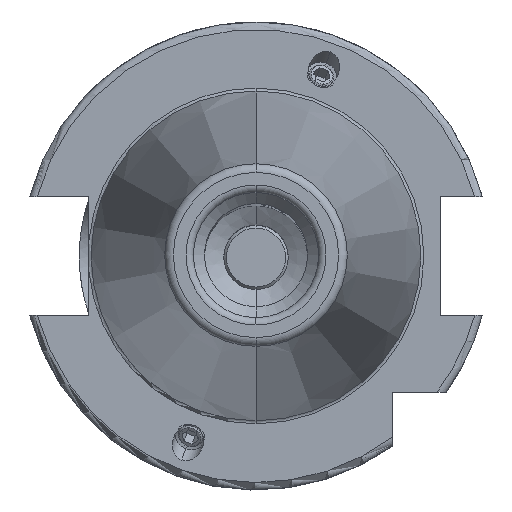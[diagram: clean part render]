
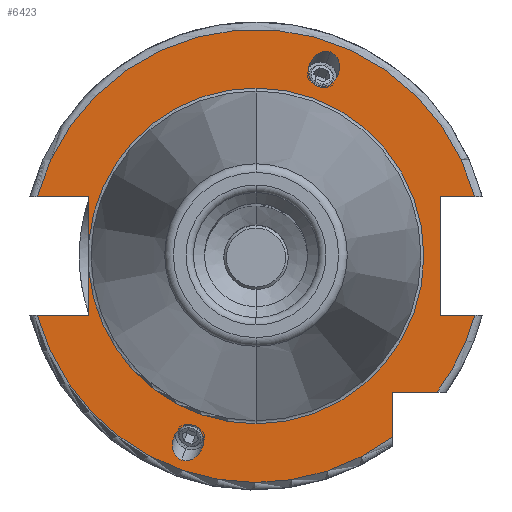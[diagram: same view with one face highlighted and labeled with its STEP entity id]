
A CAD part, top view. The second image highlights one B-rep face of the part: STEP entity #6423.
In plain terms, the highlighted planar face has unit normal (0, 0, 1).
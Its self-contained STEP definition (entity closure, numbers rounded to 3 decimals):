
#1997=CARTESIAN_POINT('',(0,0,15.9));
#1998=DIRECTION('',(0,0,1));
#1999=DIRECTION('',(0.965,0.262,0));
#2000=AXIS2_PLACEMENT_3D('',#1997,#1998,#1999);
#2048=CARTESIAN_POINT('',(0,0,15.9));
#2049=DIRECTION('',(0,0,1));
#2050=DIRECTION('',(-0.965,-0.262,0));
#2051=AXIS2_PLACEMENT_3D('',#2048,#2049,#2050);
#2064=DIRECTION('',(1,0,0));
#2065=VECTOR('',#2064,7.004);
#2066=CARTESIAN_POINT('',(-29.704,-8.05,15.9));
#2067=LINE('',#2066,#2065);
#2068=DIRECTION('',(0,1,0));
#2069=VECTOR('',#2068,5.917);
#2070=CARTESIAN_POINT('',(-22.7,-8.05,15.9));
#2071=LINE('',#2070,#2069);
#2072=DIRECTION('',(0,1,0));
#2073=VECTOR('',#2072,5.917);
#2074=CARTESIAN_POINT('',(-22.7,2.133,15.9));
#2075=LINE('',#2074,#2073);
#2076=DIRECTION('',(1,0,0));
#2077=VECTOR('',#2076,7.004);
#2078=CARTESIAN_POINT('',(-29.704,8.05,15.9));
#2079=LINE('',#2078,#2077);
#2080=DIRECTION('',(-1,0,0));
#2081=VECTOR('',#2080,4.704);
#2082=CARTESIAN_POINT('',(29.704,8.05,15.9));
#2083=LINE('',#2082,#2081);
#2084=DIRECTION('',(0,-1,0));
#2085=VECTOR('',#2084,16.1);
#2086=CARTESIAN_POINT('',(25,8.05,15.9));
#2087=LINE('',#2086,#2085);
#2088=DIRECTION('',(-1,0,0));
#2089=VECTOR('',#2088,4.704);
#2090=CARTESIAN_POINT('',(29.704,-8.05,15.9));
#2091=LINE('',#2090,#2089);
#2092=CARTESIAN_POINT('',(0,0,15.9));
#2093=DIRECTION('',(0,0,1));
#2094=DIRECTION('',(0.799,-0.601,0));
#2095=AXIS2_PLACEMENT_3D('',#2092,#2093,#2094);
#2097=DIRECTION('',(-1,0,0));
#2098=VECTOR('',#2097,6.094);
#2099=CARTESIAN_POINT('',(24.594,-18.5,15.9));
#2100=LINE('',#2099,#2098);
#2101=DIRECTION('',(0,1,0));
#2102=VECTOR('',#2101,6.094);
#2103=CARTESIAN_POINT('',(18.5,-24.594,15.9));
#2104=LINE('',#2103,#2102);
#2105=CARTESIAN_POINT('',(10.09,27.723,15.9));
#2106=CARTESIAN_POINT('',(9.863,27.806,15.9));
#2107=CARTESIAN_POINT('',(9.337,27.884,15.9));
#2108=CARTESIAN_POINT('',(8.455,27.594,15.9));
#2109=CARTESIAN_POINT('',(7.834,27.033,15.9));
#2110=CARTESIAN_POINT('',(7.483,26.49,15.9));
#2111=CARTESIAN_POINT('',(7.298,26.077,15.9));
#2112=CARTESIAN_POINT('',(7.174,25.641,15.9));
#2113=CARTESIAN_POINT('',(7.094,25.,15.9));
#2114=CARTESIAN_POINT('',(7.208,24.17,15.9));
#2115=CARTESIAN_POINT('',(7.698,23.381,15.9));
#2116=CARTESIAN_POINT('',(8.152,23.103,15.9));
#2117=CARTESIAN_POINT('',(8.379,23.02,15.9));
#2119=CARTESIAN_POINT('',(8.379,23.02,15.9));
#2120=CARTESIAN_POINT('',(8.606,22.937,15.9));
#2121=CARTESIAN_POINT('',(9.133,22.859,15.9));
#2122=CARTESIAN_POINT('',(10.014,23.149,15.9));
#2123=CARTESIAN_POINT('',(10.635,23.711,15.9));
#2124=CARTESIAN_POINT('',(10.986,24.253,15.9));
#2125=CARTESIAN_POINT('',(11.171,24.667,15.9));
#2126=CARTESIAN_POINT('',(11.295,25.103,15.9));
#2127=CARTESIAN_POINT('',(11.375,25.744,15.9));
#2128=CARTESIAN_POINT('',(11.261,26.573,15.9));
#2129=CARTESIAN_POINT('',(10.771,27.362,15.9));
#2130=CARTESIAN_POINT('',(10.318,27.641,15.9));
#2131=CARTESIAN_POINT('',(10.09,27.723,15.9));
#2133=CARTESIAN_POINT('',(-10.09,-27.723,15.9));
#2134=CARTESIAN_POINT('',(-10.318,-27.641,15.9));
#2135=CARTESIAN_POINT('',(-10.771,-27.362,15.9));
#2136=CARTESIAN_POINT('',(-11.261,-26.573,15.9));
#2137=CARTESIAN_POINT('',(-11.375,-25.744,15.9));
#2138=CARTESIAN_POINT('',(-11.295,-25.103,15.9));
#2139=CARTESIAN_POINT('',(-11.171,-24.667,15.9));
#2140=CARTESIAN_POINT('',(-10.986,-24.253,15.9));
#2141=CARTESIAN_POINT('',(-10.635,-23.711,15.9));
#2142=CARTESIAN_POINT('',(-10.014,-23.149,15.9));
#2143=CARTESIAN_POINT('',(-9.133,-22.859,15.9));
#2144=CARTESIAN_POINT('',(-8.606,-22.937,15.9));
#2145=CARTESIAN_POINT('',(-8.379,-23.02,15.9));
#2147=CARTESIAN_POINT('',(-8.379,-23.02,15.9));
#2148=CARTESIAN_POINT('',(-8.152,-23.103,15.9));
#2149=CARTESIAN_POINT('',(-7.698,-23.381,15.9));
#2150=CARTESIAN_POINT('',(-7.208,-24.17,15.9));
#2151=CARTESIAN_POINT('',(-7.094,-25.,15.9));
#2152=CARTESIAN_POINT('',(-7.174,-25.641,15.9));
#2153=CARTESIAN_POINT('',(-7.298,-26.077,15.9));
#2154=CARTESIAN_POINT('',(-7.483,-26.49,15.9));
#2155=CARTESIAN_POINT('',(-7.834,-27.033,15.9));
#2156=CARTESIAN_POINT('',(-8.455,-27.594,15.9));
#2157=CARTESIAN_POINT('',(-9.337,-27.884,15.9));
#2158=CARTESIAN_POINT('',(-9.863,-27.806,15.9));
#2159=CARTESIAN_POINT('',(-10.09,-27.723,15.9));
#2171=CARTESIAN_POINT('',(0,0,15.9));
#2172=DIRECTION('',(0,0,1));
#2173=DIRECTION('',(0,1,0));
#2174=AXIS2_PLACEMENT_3D('',#2171,#2172,#2173);
#2186=CARTESIAN_POINT('',(0,0,15.9));
#2187=DIRECTION('',(0,0,1));
#2188=DIRECTION('',(-0.996,-0.094,0));
#2189=AXIS2_PLACEMENT_3D('',#2186,#2187,#2188);
#2191=CARTESIAN_POINT('',(0,0,15.9));
#2192=DIRECTION('',(0,0,-1));
#2193=DIRECTION('',(0,1,0));
#2194=AXIS2_PLACEMENT_3D('',#2191,#2192,#2193);
#3660=CARTESIAN_POINT('',(0,22.8,15.9));
#3662=VERTEX_POINT('',#3660);
#3682=CARTESIAN_POINT('',(0,-22.8,15.9));
#3684=VERTEX_POINT('',#3682);
#3822=CARTESIAN_POINT('',(-29.704,-8.05,15.9));
#3823=CARTESIAN_POINT('',(-22.7,-8.05,15.9));
#3824=VERTEX_POINT('',#3822);
#3825=VERTEX_POINT('',#3823);
#3826=CARTESIAN_POINT('',(-22.7,-2.133,15.9));
#3827=VERTEX_POINT('',#3826);
#3828=CARTESIAN_POINT('',(-22.7,2.133,15.9));
#3829=CARTESIAN_POINT('',(-22.7,8.05,15.9));
#3830=VERTEX_POINT('',#3828);
#3831=VERTEX_POINT('',#3829);
#3832=CARTESIAN_POINT('',(-29.704,8.05,15.9));
#3833=VERTEX_POINT('',#3832);
#3834=CARTESIAN_POINT('',(25,8.05,15.9));
#3835=CARTESIAN_POINT('',(25,-8.05,15.9));
#3836=VERTEX_POINT('',#3834);
#3837=VERTEX_POINT('',#3835);
#3838=CARTESIAN_POINT('',(29.704,-8.05,15.9));
#3839=VERTEX_POINT('',#3838);
#3840=CARTESIAN_POINT('',(29.704,8.05,15.9));
#3841=VERTEX_POINT('',#3840);
#3842=CARTESIAN_POINT('',(18.5,-24.594,15.9));
#3843=CARTESIAN_POINT('',(18.5,-18.5,15.9));
#3844=VERTEX_POINT('',#3842);
#3845=VERTEX_POINT('',#3843);
#3846=CARTESIAN_POINT('',(24.594,-18.5,15.9));
#3847=VERTEX_POINT('',#3846);
#3938=VERTEX_POINT('',#2105);
#3939=VERTEX_POINT('',#2117);
#3995=CARTESIAN_POINT('',(-10.09,-27.723,15.9));
#3997=VERTEX_POINT('',#3995);
#4002=CARTESIAN_POINT('',(-8.379,-23.02,15.9));
#4003=VERTEX_POINT('',#4002);
#6383=CARTESIAN_POINT('',(0,0,15.9));
#6384=DIRECTION('',(0,0,-1));
#6385=DIRECTION('',(0,-1,0));
#6386=AXIS2_PLACEMENT_3D('',#6383,#6384,#6385);
#6387=PLANE('',#6386);
#6388=ORIENTED_EDGE('',*,*,#5601,.T.);
#6389=ORIENTED_EDGE('',*,*,#5565,.T.);
#6391=ORIENTED_EDGE('',*,*,#6390,.T.);
#6393=ORIENTED_EDGE('',*,*,#6392,.F.);
#6395=ORIENTED_EDGE('',*,*,#6394,.T.);
#6396=ORIENTED_EDGE('',*,*,#5561,.T.);
#6398=ORIENTED_EDGE('',*,*,#6397,.F.);
#6399=ORIENTED_EDGE('',*,*,#6360,.F.);
#6401=ORIENTED_EDGE('',*,*,#6400,.T.);
#6403=ORIENTED_EDGE('',*,*,#6402,.T.);
#6404=ORIENTED_EDGE('',*,*,#5727,.F.);
#6405=ORIENTED_EDGE('',*,*,#6350,.F.);
#6406=ORIENTED_EDGE('',*,*,#5785,.T.);
#6407=ORIENTED_EDGE('',*,*,#5836,.F.);
#6408=ORIENTED_EDGE('',*,*,#6377,.F.);
#6409=EDGE_LOOP('',(#6388,#6389,#6391,#6393,#6395,#6396,#6398,#6399,#6401,#6403,
#6404,#6405,#6406,#6407,#6408));
#6410=FACE_OUTER_BOUND('',#6409,.F.);
#6412=ORIENTED_EDGE('',*,*,#6411,.T.);
#6414=ORIENTED_EDGE('',*,*,#6413,.T.);
#6415=EDGE_LOOP('',(#6412,#6414));
#6416=FACE_BOUND('',#6415,.F.);
#6418=ORIENTED_EDGE('',*,*,#6417,.F.);
#6420=ORIENTED_EDGE('',*,*,#6419,.F.);
#6421=EDGE_LOOP('',(#6418,#6420));
#6422=FACE_BOUND('',#6421,.F.);
#6423=ADVANCED_FACE('',(#6410,#6416,#6422),#6387,.F.);
#2001=CIRCLE('',#2000,30.775);
#2052=CIRCLE('',#2051,30.775);
#2096=CIRCLE('',#2095,30.775);
#2118=B_SPLINE_CURVE_WITH_KNOTS('',3,(#2105,#2106,#2107,#2108,#2109,#2110,#2111,
#2112,#2113,#2114,#2115,#2116,#2117),.UNSPECIFIED.,.F.,.F.,(4,1,1,1,1,1,1,1,1,1,
4),(0,0.125,0.25,0.375,0.438,0.5,0.563,0.625,0.75,0.875,
1.0),.UNSPECIFIED.);
#2132=B_SPLINE_CURVE_WITH_KNOTS('',3,(#2119,#2120,#2121,#2122,#2123,#2124,#2125,
#2126,#2127,#2128,#2129,#2130,#2131),.UNSPECIFIED.,.F.,.F.,(4,1,1,1,1,1,1,1,1,1,
4),(0,0.125,0.25,0.375,0.438,0.5,0.563,0.625,0.75,0.875,
1.0),.UNSPECIFIED.);
#2146=B_SPLINE_CURVE_WITH_KNOTS('',3,(#2133,#2134,#2135,#2136,#2137,#2138,#2139,
#2140,#2141,#2142,#2143,#2144,#2145),.UNSPECIFIED.,.F.,.F.,(4,1,1,1,1,1,1,1,1,1,
4),(0,0.125,0.25,0.375,0.438,0.5,0.563,0.625,0.75,0.875,
1.0),.UNSPECIFIED.);
#2160=B_SPLINE_CURVE_WITH_KNOTS('',3,(#2147,#2148,#2149,#2150,#2151,#2152,#2153,
#2154,#2155,#2156,#2157,#2158,#2159),.UNSPECIFIED.,.F.,.F.,(4,1,1,1,1,1,1,1,1,1,
4),(0,0.125,0.25,0.375,0.438,0.5,0.563,0.625,0.75,0.875,
1.0),.UNSPECIFIED.);
#2175=CIRCLE('',#2174,22.8);
#2190=CIRCLE('',#2189,22.8);
#2195=CIRCLE('',#2194,22.8);
#5561=EDGE_CURVE('',#3830,#3831,#2075,.T.);
#5565=EDGE_CURVE('',#3825,#3827,#2071,.T.);
#5601=EDGE_CURVE('',#3824,#3825,#2067,.T.);
#5727=EDGE_CURVE('',#3839,#3837,#2091,.T.);
#5785=EDGE_CURVE('',#3847,#3845,#2100,.T.);
#5836=EDGE_CURVE('',#3844,#3845,#2104,.T.);
#6350=EDGE_CURVE('',#3847,#3839,#2096,.T.);
#6360=EDGE_CURVE('',#3841,#3833,#2001,.T.);
#6377=EDGE_CURVE('',#3824,#3844,#2052,.T.);
#6390=EDGE_CURVE('',#3827,#3684,#2190,.T.);
#6392=EDGE_CURVE('',#3662,#3684,#2195,.T.);
#6394=EDGE_CURVE('',#3662,#3830,#2175,.T.);
#6397=EDGE_CURVE('',#3833,#3831,#2079,.T.);
#6400=EDGE_CURVE('',#3841,#3836,#2083,.T.);
#6402=EDGE_CURVE('',#3836,#3837,#2087,.T.);
#6411=EDGE_CURVE('',#3938,#3939,#2118,.T.);
#6413=EDGE_CURVE('',#3939,#3938,#2132,.T.);
#6417=EDGE_CURVE('',#3997,#4003,#2146,.T.);
#6419=EDGE_CURVE('',#4003,#3997,#2160,.T.);
